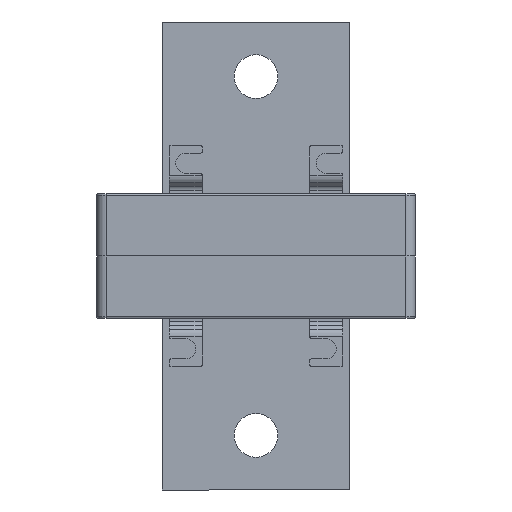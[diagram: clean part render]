
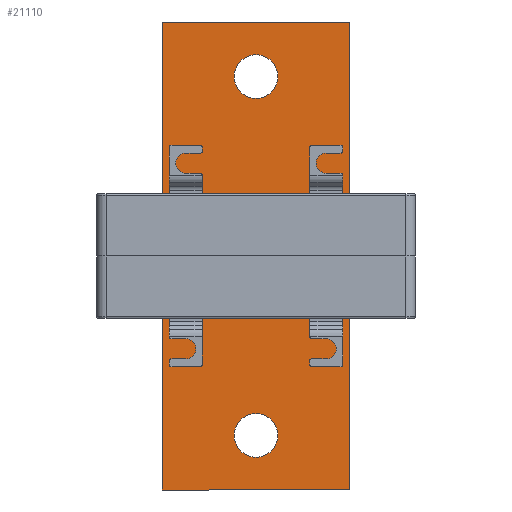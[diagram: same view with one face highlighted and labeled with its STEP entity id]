
A CAD part, front view. The second image highlights one B-rep face of the part: STEP entity #21110.
In plain terms, the highlighted face is planar.
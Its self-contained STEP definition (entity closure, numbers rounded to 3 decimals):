
#263 = EDGE_CURVE ( 'NONE', #23226, #4493, #13304, .T. ) ;
#714 = CARTESIAN_POINT ( 'NONE',  ( -57.5, 8., 0. ) ) ;
#1872 = CARTESIAN_POINT ( 'NONE',  ( -75., 8., -30. ) ) ;
#2151 = CARTESIAN_POINT ( 'NONE',  ( -57.5, 8., 7. ) ) ;
#2183 = CARTESIAN_POINT ( 'NONE',  ( -57.5, 8., 0. ) ) ;
#2929 = EDGE_CURVE ( 'NONE', #4493, #23226, #23500, .T. ) ;
#3043 = CIRCLE ( 'NONE', #5619, 7. ) ;
#3426 = DIRECTION ( 'NONE',  ( 0., 0., -1. ) ) ;
#3888 = VERTEX_POINT ( 'NONE', #2151 ) ;
#4493 = VERTEX_POINT ( 'NONE', #18921 ) ;
#4869 = DIRECTION ( 'NONE',  ( 0., 0., -1. ) ) ;
#5619 = AXIS2_PLACEMENT_3D ( 'NONE', #2183, #20830, #4869 ) ;
#5775 = VECTOR ( 'NONE', #12392, 1000. ) ;
#7026 = LINE ( 'NONE', #1872, #28046 ) ;
#7437 = CARTESIAN_POINT ( 'NONE',  ( 57.5, 8., -7. ) ) ;
#8928 = EDGE_CURVE ( 'NONE', #33765, #22692, #19111, .T. ) ;
#9042 = DIRECTION ( 'NONE',  ( 0., 0., 1. ) ) ;
#11275 = CARTESIAN_POINT ( 'NONE',  ( -75., 8., -30. ) ) ;
#11936 = AXIS2_PLACEMENT_3D ( 'NONE', #32570, #24867, #9042 ) ;
#12202 = ORIENTED_EDGE ( 'NONE', *, *, #29683, .T. ) ;
#12392 = DIRECTION ( 'NONE',  ( 0., 0., -1. ) ) ;
#12426 = LINE ( 'NONE', #33917, #32177 ) ;
#12815 = LINE ( 'NONE', #15223, #28426 ) ;
#12860 = FACE_OUTER_BOUND ( 'NONE', #27280, .T. ) ;
#13304 = CIRCLE ( 'NONE', #24218, 7. ) ;
#13527 = DIRECTION ( 'NONE',  ( 0., -1., 0. ) ) ;
#15191 = DIRECTION ( 'NONE',  ( 0., 0., 1. ) ) ;
#15223 = CARTESIAN_POINT ( 'NONE',  ( -75., 8., 30. ) ) ;
#15781 = DIRECTION ( 'NONE',  ( 0., -1., 0. ) ) ;
#15860 = ORIENTED_EDGE ( 'NONE', *, *, #2929, .T. ) ;
#16940 = PLANE ( 'NONE',  #11936 ) ;
#17127 = CIRCLE ( 'NONE', #18389, 7. ) ;
#17648 = CARTESIAN_POINT ( 'NONE',  ( 75., 8., -30. ) ) ;
#17692 = CARTESIAN_POINT ( 'NONE',  ( 75., 8., 30. ) ) ;
#17982 = EDGE_CURVE ( 'NONE', #3888, #18448, #3043, .T. ) ;
#18389 = AXIS2_PLACEMENT_3D ( 'NONE', #714, #19397, #3426 ) ;
#18448 = VERTEX_POINT ( 'NONE', #25789 ) ;
#18733 = ORIENTED_EDGE ( 'NONE', *, *, #31195, .T. ) ;
#18768 = ORIENTED_EDGE ( 'NONE', *, *, #21422, .T. ) ;
#18921 = CARTESIAN_POINT ( 'NONE',  ( 57.5, 8., 7. ) ) ;
#19111 = LINE ( 'NONE', #17648, #5775 ) ;
#19397 = DIRECTION ( 'NONE',  ( 0., -1., 0. ) ) ;
#19921 = FACE_BOUND ( 'NONE', #21546, .T. ) ;
#20471 = CARTESIAN_POINT ( 'NONE',  ( 75., 8., -30. ) ) ;
#20830 = DIRECTION ( 'NONE',  ( 0., -1., 0. ) ) ;
#21110 = ADVANCED_FACE ( 'NONE', ( #19921, #27638, #12860 ), #16940, .T. ) ;
#21142 = ORIENTED_EDGE ( 'NONE', *, *, #17982, .T. ) ;
#21227 = AXIS2_PLACEMENT_3D ( 'NONE', #31448, #15781, #34040 ) ;
#21329 = EDGE_CURVE ( 'NONE', #22940, #32890, #7026, .T. ) ;
#21422 = EDGE_CURVE ( 'NONE', #22692, #22940, #12426, .T. ) ;
#21546 = EDGE_LOOP ( 'NONE', ( #28137, #15860 ) ) ;
#22692 = VERTEX_POINT ( 'NONE', #20471 ) ;
#22940 = VERTEX_POINT ( 'NONE', #11275 ) ;
#23226 = VERTEX_POINT ( 'NONE', #7437 ) ;
#23500 = CIRCLE ( 'NONE', #21227, 7. ) ;
#24218 = AXIS2_PLACEMENT_3D ( 'NONE', #29219, #13527, #31858 ) ;
#24867 = DIRECTION ( 'NONE',  ( 0., 1., 0. ) ) ;
#25789 = CARTESIAN_POINT ( 'NONE',  ( -57.5, 8., -7. ) ) ;
#26079 = DIRECTION ( 'NONE',  ( -1., 0., 0. ) ) ;
#27280 = EDGE_LOOP ( 'NONE', ( #32150, #18768, #32151, #12202 ) ) ;
#27638 = FACE_BOUND ( 'NONE', #30694, .T. ) ;
#28046 = VECTOR ( 'NONE', #15191, 1000. ) ;
#28137 = ORIENTED_EDGE ( 'NONE', *, *, #263, .T. ) ;
#28426 = VECTOR ( 'NONE', #33517, 1000. ) ;
#29219 = CARTESIAN_POINT ( 'NONE',  ( 57.5, 8., 0. ) ) ;
#29683 = EDGE_CURVE ( 'NONE', #32890, #33765, #12815, .T. ) ;
#30074 = CARTESIAN_POINT ( 'NONE',  ( -75., 8., 30. ) ) ;
#30694 = EDGE_LOOP ( 'NONE', ( #18733, #21142 ) ) ;
#31195 = EDGE_CURVE ( 'NONE', #18448, #3888, #17127, .T. ) ;
#31448 = CARTESIAN_POINT ( 'NONE',  ( 57.5, 8., 0. ) ) ;
#31858 = DIRECTION ( 'NONE',  ( 0., 0., 1. ) ) ;
#32150 = ORIENTED_EDGE ( 'NONE', *, *, #8928, .T. ) ;
#32151 = ORIENTED_EDGE ( 'NONE', *, *, #21329, .T. ) ;
#32177 = VECTOR ( 'NONE', #26079, 1000. ) ;
#32570 = CARTESIAN_POINT ( 'NONE',  ( 0., 8., 0. ) ) ;
#32890 = VERTEX_POINT ( 'NONE', #30074 ) ;
#33517 = DIRECTION ( 'NONE',  ( 1., 0., 0. ) ) ;
#33765 = VERTEX_POINT ( 'NONE', #17692 ) ;
#33917 = CARTESIAN_POINT ( 'NONE',  ( -75., 8., -30. ) ) ;
#34040 = DIRECTION ( 'NONE',  ( 0., 0., 1. ) ) ;
